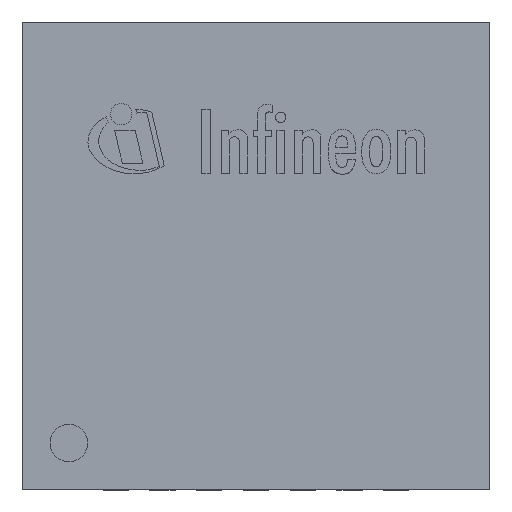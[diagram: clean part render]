
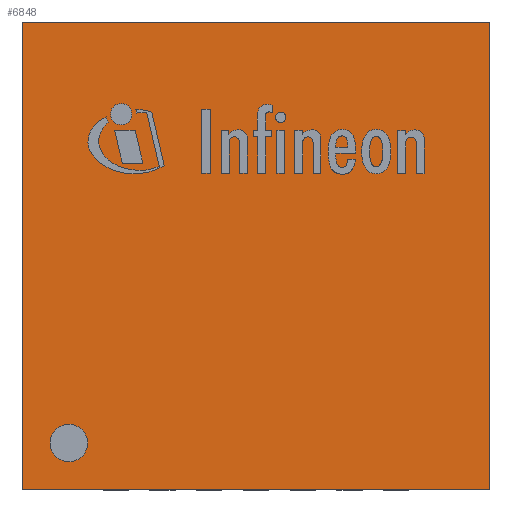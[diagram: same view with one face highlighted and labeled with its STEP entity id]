
A CAD part, top view. The second image highlights one B-rep face of the part: STEP entity #6848.
In plain terms, the highlighted planar face has unit normal (0, 0, 1).
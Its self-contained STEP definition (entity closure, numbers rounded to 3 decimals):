
#477=LINE('',#10904,#1146);
#489=LINE('',#10919,#1158);
#515=LINE('',#10950,#1184);
#517=LINE('',#10953,#1186);
#1146=VECTOR('',#8666,10.);
#1158=VECTOR('',#8680,10.);
#1184=VECTOR('',#8710,10.);
#1186=VECTOR('',#8714,10.);
#1619=PLANE('',#7411);
#1713=FACE_BOUND('',#2233,.T.);
#1860=FACE_OUTER_BOUND('',#2232,.T.);
#2232=EDGE_LOOP('',(#5313,#5314,#5315,#5316));
#2233=EDGE_LOOP('',(#5317));
#2470=CIRCLE('',#7207,0.2);
#2812=VERTEX_POINT('',#10133);
#3078=VERTEX_POINT('',#10901);
#3079=VERTEX_POINT('',#10903);
#3081=VERTEX_POINT('',#10918);
#3084=VERTEX_POINT('',#10949);
#3488=EDGE_CURVE('',#2812,#2812,#2470,.T.);
#3856=EDGE_CURVE('',#3079,#3078,#477,.T.);
#3868=EDGE_CURVE('',#3081,#3079,#489,.T.);
#3894=EDGE_CURVE('',#3084,#3081,#515,.T.);
#3896=EDGE_CURVE('',#3078,#3084,#517,.T.);
#5313=ORIENTED_EDGE('',*,*,#3856,.T.);
#5314=ORIENTED_EDGE('',*,*,#3896,.T.);
#5315=ORIENTED_EDGE('',*,*,#3894,.T.);
#5316=ORIENTED_EDGE('',*,*,#3868,.T.);
#5317=ORIENTED_EDGE('',*,*,#3488,.T.);
#6848=ADVANCED_FACE('',(#1860,#1713),#1619,.T.);
#7207=AXIS2_PLACEMENT_3D('',#10134,#7963,#7964);
#7411=AXIS2_PLACEMENT_3D('',#10954,#8715,#8716);
#7963=DIRECTION('center_axis',(0.,0.,-1.));
#7964=DIRECTION('ref_axis',(-1.,0.,0.));
#8666=DIRECTION('',(-1.,0.,0.));
#8680=DIRECTION('',(0.,1.,0.));
#8710=DIRECTION('',(1.,0.,0.));
#8714=DIRECTION('',(0.,-1.,0.));
#8715=DIRECTION('center_axis',(0.,0.,1.));
#8716=DIRECTION('ref_axis',(1.,0.,0.));
#10133=CARTESIAN_POINT('',(-1.8,-2.,0.9));
#10134=CARTESIAN_POINT('Origin',(-2.,-2.,0.9));
#10901=CARTESIAN_POINT('',(-2.5,2.5,0.9));
#10903=CARTESIAN_POINT('',(2.5,2.5,0.9));
#10904=CARTESIAN_POINT('',(-2.5,2.5,0.9));
#10918=CARTESIAN_POINT('',(2.5,-2.5,0.9));
#10919=CARTESIAN_POINT('',(2.5,2.5,0.9));
#10949=CARTESIAN_POINT('',(-2.5,-2.5,0.9));
#10950=CARTESIAN_POINT('',(2.5,-2.5,0.9));
#10953=CARTESIAN_POINT('',(-2.5,-2.5,0.9));
#10954=CARTESIAN_POINT('Origin',(0.,0.,
0.9));
